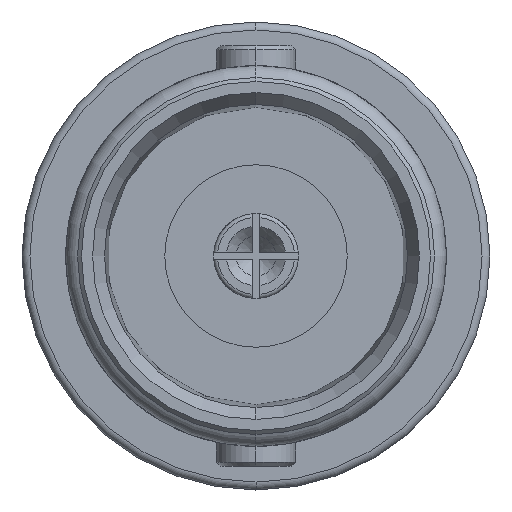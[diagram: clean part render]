
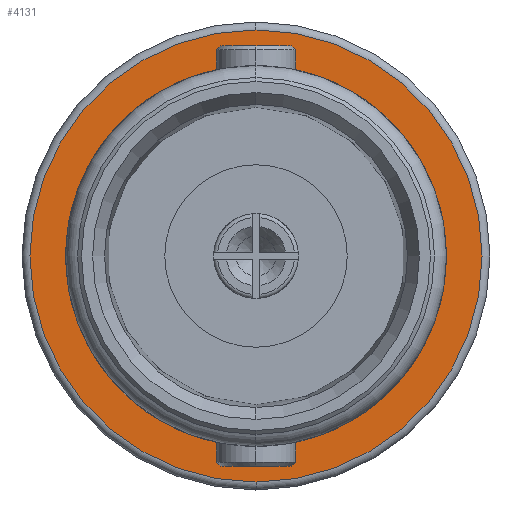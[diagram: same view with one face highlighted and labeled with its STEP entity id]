
A CAD part, left-side view. The second image highlights one B-rep face of the part: STEP entity #4131.
In plain terms, the highlighted planar face has unit normal (-1, 0, 0).
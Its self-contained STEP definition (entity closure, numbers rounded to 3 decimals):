
#167 = VERTEX_POINT ( 'NONE', #2990 ) ;
#314 = ORIENTED_EDGE ( 'NONE', *, *, #3031, .F. ) ;
#394 = CARTESIAN_POINT ( 'NONE',  ( -2., 0., 0. ) ) ;
#412 = CARTESIAN_POINT ( 'NONE',  ( -2., 0., 4.8 ) ) ;
#572 = CIRCLE ( 'NONE', #3015, 4.8 ) ;
#708 = CARTESIAN_POINT ( 'NONE',  ( -2., 0., -5.7 ) ) ;
#778 = DIRECTION ( 'NONE',  ( 0., 0., 1. ) ) ;
#987 = ORIENTED_EDGE ( 'NONE', *, *, #2722, .T. ) ;
#1114 = DIRECTION ( 'NONE',  ( -1., 0., 0. ) ) ;
#1292 = DIRECTION ( 'NONE',  ( -1., 0., 0. ) ) ;
#1440 = DIRECTION ( 'NONE',  ( -1., 0., 0. ) ) ;
#1576 = CARTESIAN_POINT ( 'NONE',  ( -2., 0., 5.7 ) ) ;
#1578 = ORIENTED_EDGE ( 'NONE', *, *, #3904, .T. ) ;
#1616 = VERTEX_POINT ( 'NONE', #1576 ) ;
#1642 = AXIS2_PLACEMENT_3D ( 'NONE', #3494, #1114, #3885 ) ;
#1706 = AXIS2_PLACEMENT_3D ( 'NONE', #4072, #1723, #4490 ) ;
#1723 = DIRECTION ( 'NONE',  ( 1., 0., 0. ) ) ;
#2091 = AXIS2_PLACEMENT_3D ( 'NONE', #394, #3140, #778 ) ;
#2133 = FACE_OUTER_BOUND ( 'NONE', #5129, .T. ) ;
#2555 = CIRCLE ( 'NONE', #1642, 5.7 ) ;
#2722 = EDGE_CURVE ( 'NONE', #5007, #1616, #4451, .T. ) ;
#2990 = CARTESIAN_POINT ( 'NONE',  ( -2., 0., -4.8 ) ) ;
#3015 = AXIS2_PLACEMENT_3D ( 'NONE', #3656, #1292, #4060 ) ;
#3031 = EDGE_CURVE ( 'NONE', #167, #3165, #572, .T. ) ;
#3122 = ORIENTED_EDGE ( 'NONE', *, *, #3555, .F. ) ;
#3140 = DIRECTION ( 'NONE',  ( -1., 0., 0. ) ) ;
#3165 = VERTEX_POINT ( 'NONE', #412 ) ;
#3175 = FACE_BOUND ( 'NONE', #3538, .T. ) ;
#3408 = CIRCLE ( 'NONE', #2091, 4.8 ) ;
#3472 = AXIS2_PLACEMENT_3D ( 'NONE', #3805, #1440, #4214 ) ;
#3494 = CARTESIAN_POINT ( 'NONE',  ( -2., 0., 0. ) ) ;
#3538 = EDGE_LOOP ( 'NONE', ( #3122, #314 ) ) ;
#3555 = EDGE_CURVE ( 'NONE', #3165, #167, #3408, .T. ) ;
#3656 = CARTESIAN_POINT ( 'NONE',  ( -2., 0., 0. ) ) ;
#3805 = CARTESIAN_POINT ( 'NONE',  ( -2., 0., 0. ) ) ;
#3885 = DIRECTION ( 'NONE',  ( 0., 0., -1. ) ) ;
#3904 = EDGE_CURVE ( 'NONE', #1616, #5007, #2555, .T. ) ;
#4060 = DIRECTION ( 'NONE',  ( 0., 0., 1. ) ) ;
#4072 = CARTESIAN_POINT ( 'NONE',  ( -2., 0., 0. ) ) ;
#4131 = ADVANCED_FACE ( 'NONE', ( #2133, #3175 ), #4876, .F. ) ;
#4214 = DIRECTION ( 'NONE',  ( 0., 0., -1. ) ) ;
#4451 = CIRCLE ( 'NONE', #3472, 5.7 ) ;
#4490 = DIRECTION ( 'NONE',  ( 0., 0., -1. ) ) ;
#4876 = PLANE ( 'NONE',  #1706 ) ;
#5007 = VERTEX_POINT ( 'NONE', #708 ) ;
#5129 = EDGE_LOOP ( 'NONE', ( #987, #1578 ) ) ;
